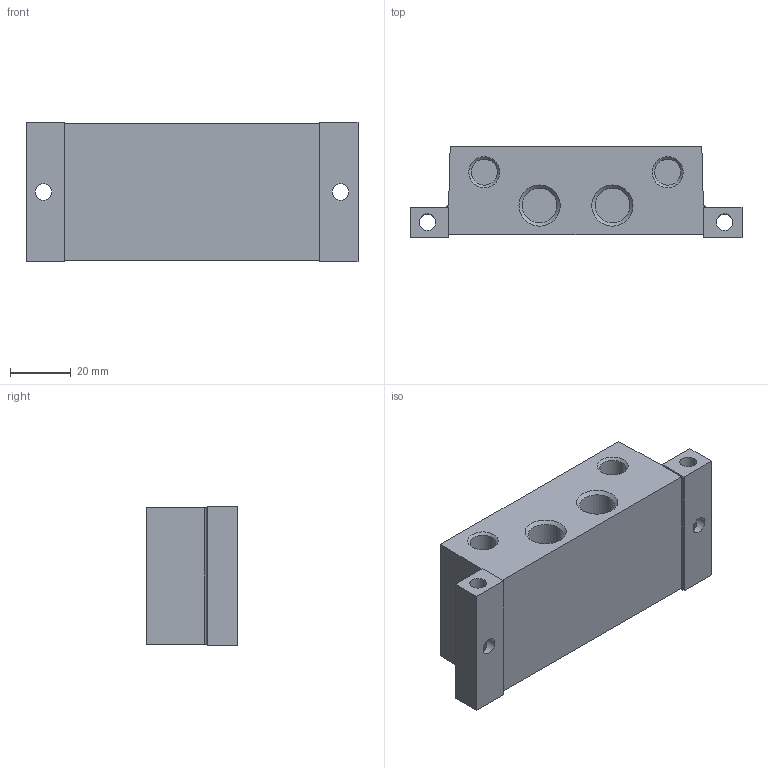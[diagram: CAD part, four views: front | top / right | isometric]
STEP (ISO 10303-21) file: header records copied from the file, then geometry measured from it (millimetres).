
FILE_DESCRIPTION(/* description */ (''),/* implementation_level */ '2;1');
FILE_NAME(/* name */ '1101_14.stp',/* time_stamp */ '2016-10-03T14:48:57+02:00',/* author */ ('Maniean1'),/* organization */ ('Pneumax S.p.A.'),/* preprocessor_version */ 'ST-DEVELOPER v15.2',/* originating_system */ 'Autodesk Inventor 2014',/* authorisation */ '');
FILE_SCHEMA (('AUTOMOTIVE_DESIGN { 1 0 10303 214 3 1 1 }'));
Length unit declared in the file: millimetre
Products named in the file (1): 1101_14
Bounding box: 109.5 x 30 x 46 mm (x, y, z)
Volume: 110030.1 mm3; surface area: 23025.3 mm2
Topology: 1 solids, 1 shells, 96 faces, 225 edges, 141 vertices
Faces by surface type: plane 46, cylinder 35, cone 15
Full cylindrical faces by diameter (mm): 4.134 x4, 5.5 x8, 8.566 x2, 11.445 x5
Entity records: 2576 total; most frequent: DIRECTION 462, CARTESIAN_POINT 421, ORIENTED_EDGE 374, EDGE_CURVE 187, AXIS2_PLACEMENT_3D 178, EDGE_LOOP 152, VERTEX_POINT 137, LINE 106
